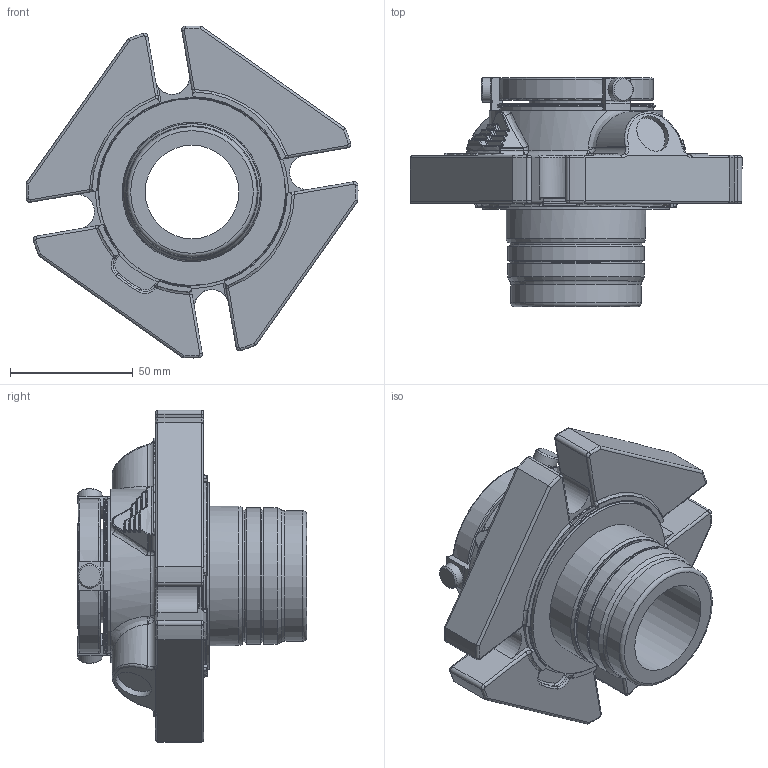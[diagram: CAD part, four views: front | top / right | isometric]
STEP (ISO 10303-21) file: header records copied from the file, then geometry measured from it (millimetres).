
FILE_DESCRIPTION(/* description */ ('Unknown'),/* implementation_level */ '2;1');
FILE_NAME(/* name */ '38mm - STEP REMAKE',/* time_stamp */ '2023-01-30T10:01:47+00:00',/* author */ ('Unknown'),/* organization */ ('Unknown'),/* preprocessor_version */ 'ST-DEVELOPER v16.7',/* originating_system */ 'Solid Edge',/* authorisation */ 'Unknown');
FILE_SCHEMA (('AUTOMOTIVE_DESIGN {1 0 10303 214 3 1 1}'));
Length unit declared in the file: millimetre
Products named in the file (1): 38mm
Bounding box: 135 x 93.24 x 135 mm (x, y, z)
Volume: 344663 mm3; surface area: 67096.9 mm2
Topology: 1 solids, 1 shells, 1021 faces, 2606 edges, 1610 vertices
Faces by surface type: cylinder 364, plane 303, bspline 167, torus 120, sphere 35, cone 32
Full cylindrical faces by diameter (mm): 4.837 x2, 10 x3, 15.342 x2, 37.998 x1, 38.202 x1, 42.393 x1, 52.934 x1, 53.594 x2, 55.575 x1, 55.677 x1, 56.693 x1, 62.992 x3, 64.516 x1, 73.05 x1, 75.997 x1, 76 x1, 76.403 x1, 76.657 x1
Entity records: 33633 total; most frequent: CARTESIAN_POINT 9993, ORIENTED_EDGE 5034, DIRECTION 4772, EDGE_CURVE 2517, AXIS2_PLACEMENT_3D 1811, VERTEX_POINT 1589, LINE 1150, VECTOR 1150
